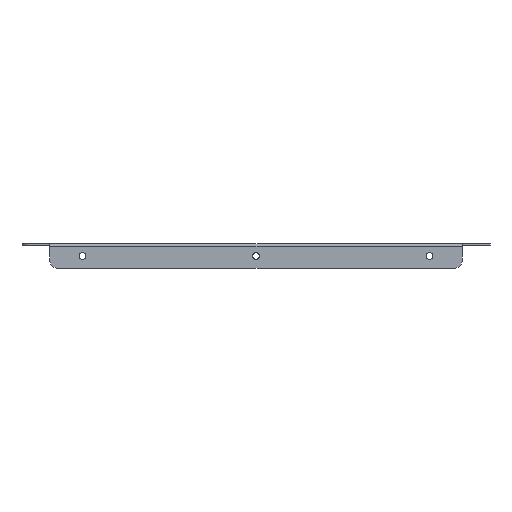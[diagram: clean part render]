
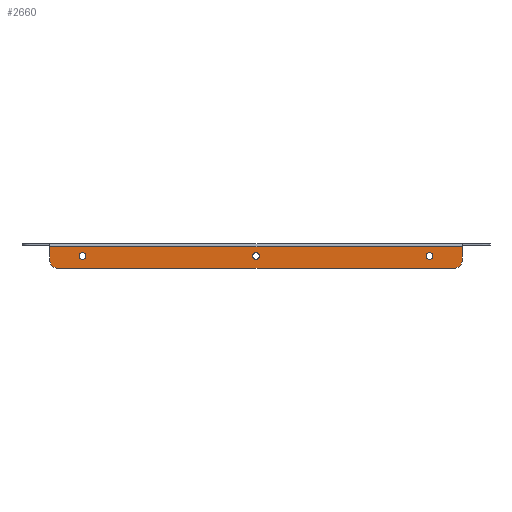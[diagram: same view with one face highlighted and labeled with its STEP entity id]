
A CAD part, front view. The second image highlights one B-rep face of the part: STEP entity #2660.
In plain terms, the highlighted planar face has unit normal (0, -1, 0).
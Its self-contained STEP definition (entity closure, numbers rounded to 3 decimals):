
#16 = EDGE_CURVE ( 'NONE', #1624, #2438, #2303, .T. ) ;
#23 = VECTOR ( 'NONE', #1159, 1000. ) ;
#40 = CARTESIAN_POINT ( 'NONE',  ( 106.25, -149.8, -5.4 ) ) ;
#49 = EDGE_CURVE ( 'NONE', #1815, #1114, #695, .T. ) ;
#95 = CARTESIAN_POINT ( 'NONE',  ( -106.25, -149.8, -5.4 ) ) ;
#114 = DIRECTION ( 'NONE',  ( 0., 1., 0. ) ) ;
#194 = VECTOR ( 'NONE', #2701, 1000. ) ;
#199 = CARTESIAN_POINT ( 'NONE',  ( -126.25, -149.8, -10. ) ) ;
#207 = ORIENTED_EDGE ( 'NONE', *, *, #1605, .T. ) ;
#215 = EDGE_LOOP ( 'NONE', ( #399, #2397, #588, #2103, #234, #2604 ) ) ;
#234 = ORIENTED_EDGE ( 'NONE', *, *, #2667, .T. ) ;
#350 = CARTESIAN_POINT ( 'NONE',  ( -121.25, -149.8, -15. ) ) ;
#384 = DIRECTION ( 'NONE',  ( 0., 0., 1. ) ) ;
#388 = CARTESIAN_POINT ( 'NONE',  ( 126.25, -149.8, -10. ) ) ;
#399 = ORIENTED_EDGE ( 'NONE', *, *, #1488, .T. ) ;
#413 = FACE_BOUND ( 'NONE', #902, .T. ) ;
#440 = AXIS2_PLACEMENT_3D ( 'NONE', #2589, #2393, #1933 ) ;
#444 = CARTESIAN_POINT ( 'NONE',  ( -106.25, -149.8, -7.5 ) ) ;
#466 = VERTEX_POINT ( 'NONE', #40 ) ;
#504 = VERTEX_POINT ( 'NONE', #763 ) ;
#588 = ORIENTED_EDGE ( 'NONE', *, *, #1372, .T. ) ;
#637 = DIRECTION ( 'NONE',  ( 0., 1., 0. ) ) ;
#661 = DIRECTION ( 'NONE',  ( 1., 0., 0. ) ) ;
#695 = CIRCLE ( 'NONE', #2071, 5. ) ;
#711 = CARTESIAN_POINT ( 'NONE',  ( 0., -149.8, -15. ) ) ;
#729 = EDGE_CURVE ( 'NONE', #2438, #1624, #1178, .T. ) ;
#740 = VERTEX_POINT ( 'NONE', #2677 ) ;
#747 = CARTESIAN_POINT ( 'NONE',  ( -106.25, -149.8, -9.6 ) ) ;
#756 = AXIS2_PLACEMENT_3D ( 'NONE', #2541, #1231, #774 ) ;
#758 = LINE ( 'NONE', #711, #194 ) ;
#763 = CARTESIAN_POINT ( 'NONE',  ( 126.25, -149.8, -1.8 ) ) ;
#767 = CARTESIAN_POINT ( 'NONE',  ( 0., -149.8, -7.5 ) ) ;
#774 = DIRECTION ( 'NONE',  ( 0., 0., 1. ) ) ;
#797 = CARTESIAN_POINT ( 'NONE',  ( 0., -149.8, 0. ) ) ;
#800 = AXIS2_PLACEMENT_3D ( 'NONE', #1160, #921, #2254 ) ;
#875 = CARTESIAN_POINT ( 'NONE',  ( 126.25, -149.8, -1.8 ) ) ;
#901 = DIRECTION ( 'NONE',  ( 0., -1., 0. ) ) ;
#902 = EDGE_LOOP ( 'NONE', ( #1541, #1843 ) ) ;
#919 = FACE_BOUND ( 'NONE', #1095, .T. ) ;
#921 = DIRECTION ( 'NONE',  ( 0., 1., 0. ) ) ;
#926 = AXIS2_PLACEMENT_3D ( 'NONE', #1594, #2651, #1165 ) ;
#986 = DIRECTION ( 'NONE',  ( 0., 0., 1. ) ) ;
#1036 = PLANE ( 'NONE',  #2732 ) ;
#1047 = CARTESIAN_POINT ( 'NONE',  ( 106.25, -149.8, -7.5 ) ) ;
#1095 = EDGE_LOOP ( 'NONE', ( #207, #2280 ) ) ;
#1114 = VERTEX_POINT ( 'NONE', #388 ) ;
#1146 = CARTESIAN_POINT ( 'NONE',  ( -126.25, -149.8, 0. ) ) ;
#1159 = DIRECTION ( 'NONE',  ( 0., 0., -1. ) ) ;
#1160 = CARTESIAN_POINT ( 'NONE',  ( -106.25, -149.8, -7.5 ) ) ;
#1165 = DIRECTION ( 'NONE',  ( 0., 0., 1. ) ) ;
#1178 = CIRCLE ( 'NONE', #800, 2.1 ) ;
#1230 = DIRECTION ( 'NONE',  ( 0., 1., 0. ) ) ;
#1231 = DIRECTION ( 'NONE',  ( 0., 1., 0. ) ) ;
#1264 = CARTESIAN_POINT ( 'NONE',  ( 126.25, -149.8, 0. ) ) ;
#1266 = LINE ( 'NONE', #1264, #2569 ) ;
#1277 = EDGE_CURVE ( 'NONE', #1964, #504, #2652, .T. ) ;
#1285 = CARTESIAN_POINT ( 'NONE',  ( 121.25, -149.8, -15. ) ) ;
#1319 = AXIS2_PLACEMENT_3D ( 'NONE', #444, #637, #1969 ) ;
#1337 = DIRECTION ( 'NONE',  ( 0., 0., 1. ) ) ;
#1372 = EDGE_CURVE ( 'NONE', #1558, #1815, #758, .T. ) ;
#1373 = AXIS2_PLACEMENT_3D ( 'NONE', #1047, #1230, #2338 ) ;
#1437 = VERTEX_POINT ( 'NONE', #2011 ) ;
#1488 = EDGE_CURVE ( 'NONE', #1964, #2245, #1648, .T. ) ;
#1541 = ORIENTED_EDGE ( 'NONE', *, *, #729, .T. ) ;
#1558 = VERTEX_POINT ( 'NONE', #350 ) ;
#1580 = CARTESIAN_POINT ( 'NONE',  ( 121.25, -149.8, -10. ) ) ;
#1594 = CARTESIAN_POINT ( 'NONE',  ( -121.25, -149.8, -10. ) ) ;
#1605 = EDGE_CURVE ( 'NONE', #2727, #740, #2233, .T. ) ;
#1624 = VERTEX_POINT ( 'NONE', #747 ) ;
#1648 = LINE ( 'NONE', #1146, #23 ) ;
#1665 = EDGE_CURVE ( 'NONE', #1437, #466, #2028, .T. ) ;
#1696 = DIRECTION ( 'NONE',  ( 0., 1., 0. ) ) ;
#1732 = CARTESIAN_POINT ( 'NONE',  ( 0., -149.8, -5.4 ) ) ;
#1808 = EDGE_CURVE ( 'NONE', #740, #2727, #1818, .T. ) ;
#1815 = VERTEX_POINT ( 'NONE', #1285 ) ;
#1818 = CIRCLE ( 'NONE', #440, 2.1 ) ;
#1843 = ORIENTED_EDGE ( 'NONE', *, *, #16, .T. ) ;
#1851 = CIRCLE ( 'NONE', #926, 5. ) ;
#1933 = DIRECTION ( 'NONE',  ( 0., 0., 1. ) ) ;
#1938 = EDGE_CURVE ( 'NONE', #2245, #1558, #1851, .T. ) ;
#1950 = FACE_OUTER_BOUND ( 'NONE', #215, .T. ) ;
#1964 = VERTEX_POINT ( 'NONE', #2271 ) ;
#1969 = DIRECTION ( 'NONE',  ( 0., 0., 1. ) ) ;
#2011 = CARTESIAN_POINT ( 'NONE',  ( 106.25, -149.8, -9.6 ) ) ;
#2028 = CIRCLE ( 'NONE', #1373, 2.1 ) ;
#2071 = AXIS2_PLACEMENT_3D ( 'NONE', #1580, #901, #1337 ) ;
#2103 = ORIENTED_EDGE ( 'NONE', *, *, #49, .T. ) ;
#2127 = FACE_BOUND ( 'NONE', #2312, .T. ) ;
#2208 = ORIENTED_EDGE ( 'NONE', *, *, #2491, .T. ) ;
#2233 = CIRCLE ( 'NONE', #2546, 2.1 ) ;
#2245 = VERTEX_POINT ( 'NONE', #199 ) ;
#2254 = DIRECTION ( 'NONE',  ( 0., 0., 1. ) ) ;
#2271 = CARTESIAN_POINT ( 'NONE',  ( -126.25, -149.8, -1.8 ) ) ;
#2280 = ORIENTED_EDGE ( 'NONE', *, *, #1808, .T. ) ;
#2303 = CIRCLE ( 'NONE', #1319, 2.1 ) ;
#2312 = EDGE_LOOP ( 'NONE', ( #2208, #2502 ) ) ;
#2338 = DIRECTION ( 'NONE',  ( 0., 0., 1. ) ) ;
#2393 = DIRECTION ( 'NONE',  ( 0., 1., 0. ) ) ;
#2397 = ORIENTED_EDGE ( 'NONE', *, *, #1938, .T. ) ;
#2438 = VERTEX_POINT ( 'NONE', #95 ) ;
#2491 = EDGE_CURVE ( 'NONE', #466, #1437, #2823, .T. ) ;
#2502 = ORIENTED_EDGE ( 'NONE', *, *, #1665, .T. ) ;
#2541 = CARTESIAN_POINT ( 'NONE',  ( 106.25, -149.8, -7.5 ) ) ;
#2546 = AXIS2_PLACEMENT_3D ( 'NONE', #767, #114, #986 ) ;
#2569 = VECTOR ( 'NONE', #2807, 1000. ) ;
#2589 = CARTESIAN_POINT ( 'NONE',  ( 0., -149.8, -7.5 ) ) ;
#2604 = ORIENTED_EDGE ( 'NONE', *, *, #1277, .F. ) ;
#2651 = DIRECTION ( 'NONE',  ( 0., -1., 0. ) ) ;
#2652 = LINE ( 'NONE', #875, #2793 ) ;
#2660 = ADVANCED_FACE ( 'NONE', ( #413, #919, #2127, #1950 ), #1036, .F. ) ;
#2667 = EDGE_CURVE ( 'NONE', #1114, #504, #1266, .T. ) ;
#2677 = CARTESIAN_POINT ( 'NONE',  ( 0., -149.8, -9.6 ) ) ;
#2701 = DIRECTION ( 'NONE',  ( 1., 0., 0. ) ) ;
#2727 = VERTEX_POINT ( 'NONE', #1732 ) ;
#2732 = AXIS2_PLACEMENT_3D ( 'NONE', #797, #1696, #384 ) ;
#2793 = VECTOR ( 'NONE', #661, 1000. ) ;
#2807 = DIRECTION ( 'NONE',  ( 0., 0., 1. ) ) ;
#2823 = CIRCLE ( 'NONE', #756, 2.1 ) ;
